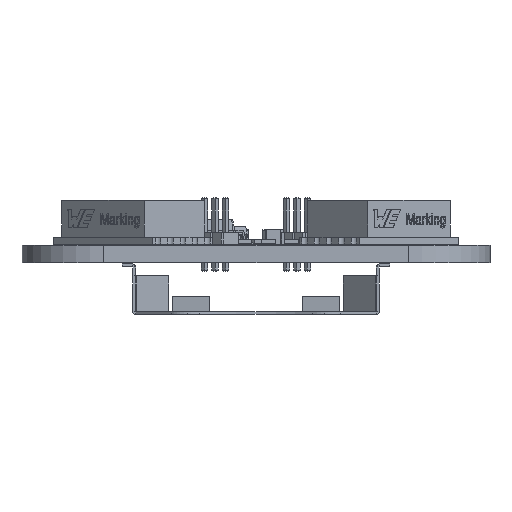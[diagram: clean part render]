
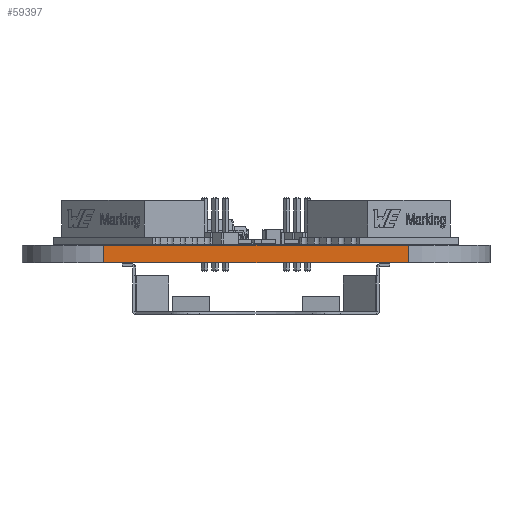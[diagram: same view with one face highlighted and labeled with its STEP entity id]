
A CAD part, left-side view. The second image highlights one B-rep face of the part: STEP entity #59397.
In plain terms, the highlighted planar face has unit normal (-1, 0, 0).
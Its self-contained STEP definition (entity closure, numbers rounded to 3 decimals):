
#58806 = VERTEX_POINT('',#58807);
#58807 = CARTESIAN_POINT('',(0.,-7.,0.));
#58814 = EDGE_CURVE('',#58815,#58806,#58817,.T.);
#58815 = VERTEX_POINT('',#58816);
#58816 = CARTESIAN_POINT('',(0.,-33.,0.));
#58817 = LINE('',#58818,#58819);
#58818 = CARTESIAN_POINT('',(0.,-33.,0.));
#58819 = VECTOR('',#58820,1.);
#58820 = DIRECTION('',(0.,1.,0.));
#59088 = VERTEX_POINT('',#59089);
#59089 = CARTESIAN_POINT('',(0.,-7.,1.51));
#59096 = EDGE_CURVE('',#59097,#59088,#59099,.T.);
#59097 = VERTEX_POINT('',#59098);
#59098 = CARTESIAN_POINT('',(0.,-33.,1.51));
#59099 = LINE('',#59100,#59101);
#59100 = CARTESIAN_POINT('',(0.,-33.,1.51));
#59101 = VECTOR('',#59102,1.);
#59102 = DIRECTION('',(0.,1.,0.));
#59367 = EDGE_CURVE('',#58806,#59088,#59368,.T.);
#59368 = LINE('',#59369,#59370);
#59369 = CARTESIAN_POINT('',(0.,-7.,0.));
#59370 = VECTOR('',#59371,1.);
#59371 = DIRECTION('',(0.,0.,1.));
#59397 = ADVANCED_FACE('',(#59398),#59409,.T.);
#59398 = FACE_BOUND('',#59399,.T.);
#59399 = EDGE_LOOP('',(#59400,#59406,#59407,#59408));
#59400 = ORIENTED_EDGE('',*,*,#59401,.T.);
#59401 = EDGE_CURVE('',#58815,#59097,#59402,.T.);
#59402 = LINE('',#59403,#59404);
#59403 = CARTESIAN_POINT('',(0.,-33.,0.));
#59404 = VECTOR('',#59405,1.);
#59405 = DIRECTION('',(0.,0.,1.));
#59406 = ORIENTED_EDGE('',*,*,#59096,.T.);
#59407 = ORIENTED_EDGE('',*,*,#59367,.F.);
#59408 = ORIENTED_EDGE('',*,*,#58814,.F.);
#59409 = PLANE('',#59410);
#59410 = AXIS2_PLACEMENT_3D('',#59411,#59412,#59413);
#59411 = CARTESIAN_POINT('',(0.,-33.,0.));
#59412 = DIRECTION('',(-1.,0.,0.));
#59413 = DIRECTION('',(0.,1.,0.));
